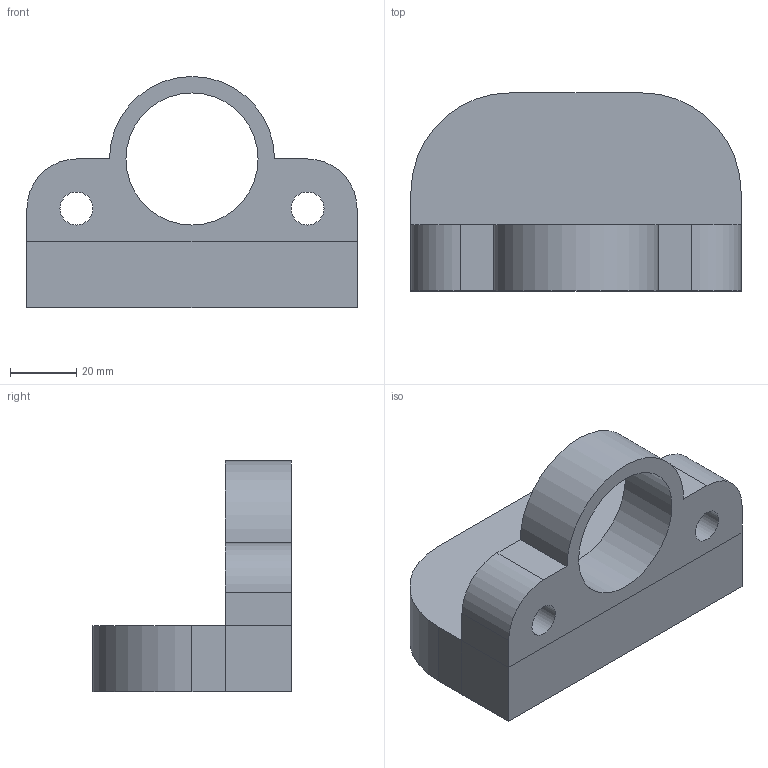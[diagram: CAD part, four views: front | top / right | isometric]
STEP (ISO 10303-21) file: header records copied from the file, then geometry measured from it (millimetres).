
FILE_DESCRIPTION(/* description */ (''),/* implementation_level */ '2;1');
FILE_NAME(/* name */ 'Exercise - 54 v0.step',/* time_stamp */ '2025-10-11T17:57:53+05:30',/* author */ (''),/* organization */ (''),/* preprocessor_version */ 'ST-DEVELOPER v20.1',/* originating_system */ 'Autodesk Translation Framework v14.17.0.0',/* authorisation */ '');
FILE_SCHEMA (('AUTOMOTIVE_DESIGN { 1 0 10303 214 3 1 1 }'));
Length unit declared in the file: millimetre
Products named in the file (1): Exercise - 54
Bounding box: 100 x 60 x 70 mm (x, y, z)
Volume: 191703.5 mm3; surface area: 34938.5 mm2
Topology: 2 solids, 2 shells, 21 faces, 51 edges, 34 vertices
Faces by surface type: plane 13, cylinder 8
Full cylindrical faces by diameter (mm): 10 x2, 40 x1
Entity records: 701 total; most frequent: DIRECTION 111, CARTESIAN_POINT 107, ORIENTED_EDGE 102, EDGE_CURVE 51, AXIS2_PLACEMENT_3D 38, LINE 35, VECTOR 35, VERTEX_POINT 34
